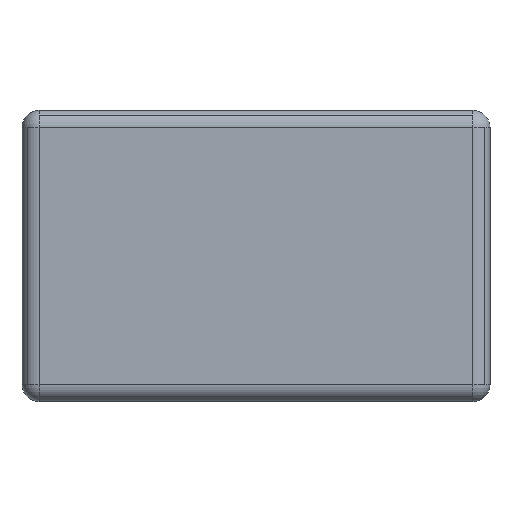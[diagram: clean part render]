
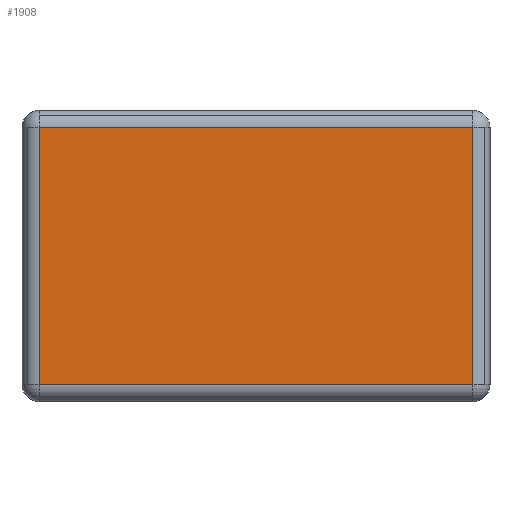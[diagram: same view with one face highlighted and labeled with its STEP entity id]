
A CAD part, left-side view. The second image highlights one B-rep face of the part: STEP entity #1908.
In plain terms, the highlighted planar face has unit normal (-1, 0, 0).
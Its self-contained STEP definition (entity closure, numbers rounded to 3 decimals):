
#1346=CARTESIAN_POINT('',(-1.7,1.25,0.1));
#1347=VERTEX_POINT('',#1346);
#1355=CARTESIAN_POINT('',(-1.7,1.25,1.58));
#1356=VERTEX_POINT('',#1355);
#1357=CARTESIAN_POINT('',(-1.7,1.25,0.1));
#1358=DIRECTION('',(0.0,0.0,1.0));
#1359=VECTOR('',#1358,1.48);
#1360=LINE('',#1357,#1359);
#1361=EDGE_CURVE('',#1347,#1356,#1360,.T.);
#1388=CARTESIAN_POINT('',(-1.7,-1.25,0.1));
#1389=VERTEX_POINT('',#1388);
#1397=CARTESIAN_POINT('',(-1.7,-1.25,0.1));
#1398=DIRECTION('',(0.0,1.0,0.0));
#1399=VECTOR('',#1398,2.5);
#1400=LINE('',#1397,#1399);
#1401=EDGE_CURVE('',#1389,#1347,#1400,.T.);
#1885=CARTESIAN_POINT('',(-1.7,-1.25,0.0));
#1886=DIRECTION('',(-1.0,0.0,0.0));
#1887=DIRECTION('',(0.0,0.0,1.0));
#1888=AXIS2_PLACEMENT_3D('',#1885,#1886,#1887);
#1889=PLANE('',#1888);
#1890=ORIENTED_EDGE('',*,*,#1401,.F.);
#1891=CARTESIAN_POINT('',(-1.7,-1.25,1.58));
#1892=VERTEX_POINT('',#1891);
#1893=CARTESIAN_POINT('',(-1.7,-1.25,0.1));
#1894=DIRECTION('',(0.0,0.0,1.0));
#1895=VECTOR('',#1894,1.48);
#1896=LINE('',#1893,#1895);
#1897=EDGE_CURVE('',#1389,#1892,#1896,.T.);
#1898=ORIENTED_EDGE('',*,*,#1897,.T.);
#1899=CARTESIAN_POINT('',(-1.7,1.25,1.58));
#1900=DIRECTION('',(0.0,-1.0,0.0));
#1901=VECTOR('',#1900,2.5);
#1902=LINE('',#1899,#1901);
#1903=EDGE_CURVE('',#1356,#1892,#1902,.T.);
#1904=ORIENTED_EDGE('',*,*,#1903,.F.);
#1905=ORIENTED_EDGE('',*,*,#1361,.F.);
#1906=EDGE_LOOP('',(#1890,#1898,#1904,#1905));
#1907=FACE_OUTER_BOUND('',#1906,.T.);
#1908=ADVANCED_FACE('',(#1907),#1889,.T.);
